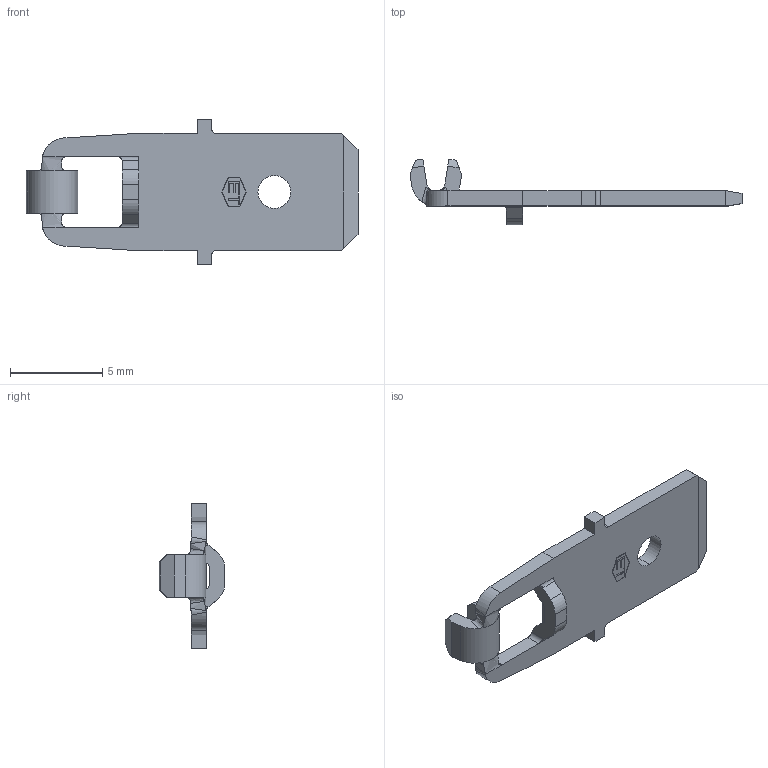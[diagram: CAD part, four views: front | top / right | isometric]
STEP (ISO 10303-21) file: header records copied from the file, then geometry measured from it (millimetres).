
FILE_DESCRIPTION (( 'STEP AP203' ), '1' );
FILE_NAME ('08394.STEP', '2015-01-29T16:11:14', ( '' ), ( '' ), 'SwSTEP 2.0', 'SolidWorks 2014', '' );
FILE_SCHEMA (( 'CONFIG_CONTROL_DESIGN' ));
Length unit declared in the file: inch
Products named in the file (1): 08394
Bounding box: 17.96 x 3.56 x 7.87 mm (x, y, z)
Volume: 81.1 mm3; surface area: 266.1 mm2
Topology: 1 solids, 1 shells, 140 faces, 388 edges, 250 vertices
Faces by surface type: plane 98, cylinder 22, bspline 16, cone 4
Entity records: 4700 total; most frequent: CARTESIAN_POINT 1160, ORIENTED_EDGE 776, DIRECTION 634, EDGE_CURVE 388, VECTOR 292, LINE 292, VERTEX_POINT 250, AXIS2_PLACEMENT_3D 171
